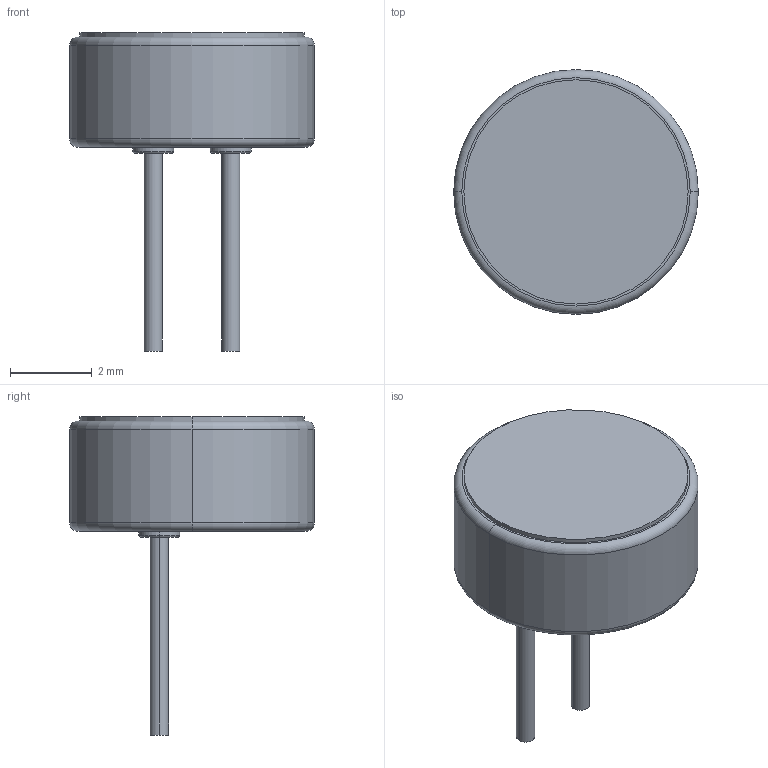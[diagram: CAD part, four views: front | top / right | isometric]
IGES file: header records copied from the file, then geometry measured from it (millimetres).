
Global section: file name: No Iges File Name specified; native system: Autodesk Inventor 2011; preprocessor: AutoDesk Inventor Iges Exporter R2011; author: Dunn; date: 20120111.081821; units: millimetre
Bounding box: 6 x 6 x 7.8 mm (x, y, z)
Volume: 20 mm3; surface area: 220.4 mm2
Topology: 3 solids, 6 shells, 83 faces, 154 edges, 98 vertices
Faces by surface type: plane 27, revolution 26, cylinder 16, torus 14
